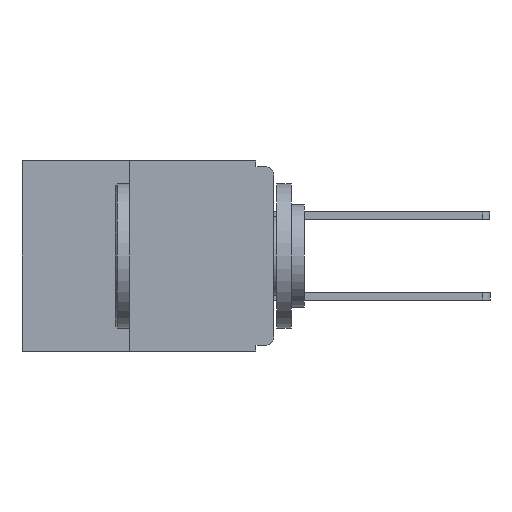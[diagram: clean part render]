
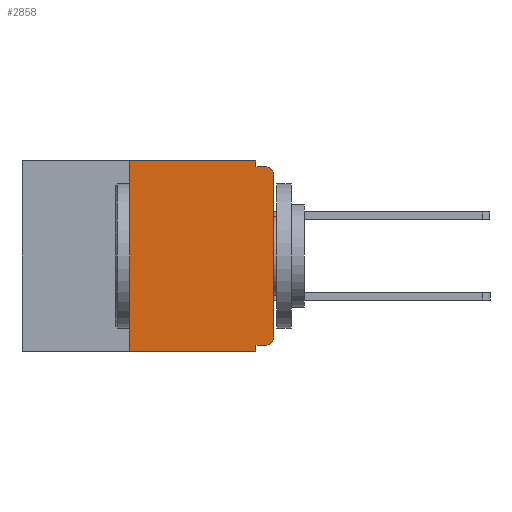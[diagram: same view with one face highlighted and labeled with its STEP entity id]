
A CAD part, left-side view. The second image highlights one B-rep face of the part: STEP entity #2858.
In plain terms, the highlighted planar face has unit normal (-1, 0, 0).
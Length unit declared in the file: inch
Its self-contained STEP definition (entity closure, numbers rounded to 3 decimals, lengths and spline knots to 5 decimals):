
#463 = CARTESIAN_POINT ( 'NONE',  ( 0., 0.031, -0.33 ) ) ;
#668 = CARTESIAN_POINT ( 'NONE',  ( 0., 0.031, -0.32 ) ) ;
#1029 = CARTESIAN_POINT ( 'NONE',  ( 0., 0.437, 0. ) ) ;
#1900 = EDGE_CURVE ( 'NONE', #16643, #4045, #24613, .T. ) ;
#1965 = CARTESIAN_POINT ( 'NONE',  ( 0., 0.25, 0. ) ) ;
#2266 = EDGE_CURVE ( 'NONE', #10836, #17040, #12652, .T. ) ;
#2858 = ADVANCED_FACE ( 'NONE', ( #10066 ), #23677, .F. ) ;
#3072 = ORIENTED_EDGE ( 'NONE', *, *, #1900, .F. ) ;
#3205 = CARTESIAN_POINT ( 'NONE',  ( 0., 0., -0.305 ) ) ;
#3391 = ORIENTED_EDGE ( 'NONE', *, *, #13791, .F. ) ;
#3836 = LINE ( 'NONE', #22574, #14035 ) ;
#3987 = CARTESIAN_POINT ( 'NONE',  ( 0., 0.015, -0.025 ) ) ;
#4045 = VERTEX_POINT ( 'NONE', #463 ) ;
#4148 = VERTEX_POINT ( 'NONE', #3205 ) ;
#4186 = CARTESIAN_POINT ( 'NONE',  ( 0., 0.031, 0. ) ) ;
#4266 = LINE ( 'NONE', #15275, #19676 ) ;
#5081 = AXIS2_PLACEMENT_3D ( 'NONE', #8589, #22481, #10621 ) ;
#5083 = AXIS2_PLACEMENT_3D ( 'NONE', #3987, #18095, #6039 ) ;
#5186 = DIRECTION ( 'NONE',  ( 0., 0., 1. ) ) ;
#5565 = CARTESIAN_POINT ( 'NONE',  ( 0., 0.031, 0. ) ) ;
#5583 = LINE ( 'NONE', #8642, #19115 ) ;
#6039 = DIRECTION ( 'NONE',  ( 0., 0., -1. ) ) ;
#6549 = VECTOR ( 'NONE', #21679, 39.37008 ) ;
#6592 = DIRECTION ( 'NONE',  ( 0., -1., 0. ) ) ;
#6680 = CARTESIAN_POINT ( 'NONE',  ( 0., 0.437, -0.33 ) ) ;
#7577 = VECTOR ( 'NONE', #20688, 39.37008 ) ;
#8158 = CARTESIAN_POINT ( 'NONE',  ( 0., 0., -0.025 ) ) ;
#8231 = ORIENTED_EDGE ( 'NONE', *, *, #18587, .F. ) ;
#8589 = CARTESIAN_POINT ( 'NONE',  ( 0., 0.015, -0.305 ) ) ;
#8642 = CARTESIAN_POINT ( 'NONE',  ( 0., 0., -0.32 ) ) ;
#8774 = CARTESIAN_POINT ( 'NONE',  ( 0., 0.25, -0.33 ) ) ;
#8845 = EDGE_CURVE ( 'NONE', #24667, #4148, #14225, .T. ) ;
#8846 = VECTOR ( 'NONE', #15290, 39.37008 ) ;
#8879 = EDGE_CURVE ( 'NONE', #10836, #4045, #12987, .T. ) ;
#9276 = CIRCLE ( 'NONE', #5083, 0.015 ) ;
#9852 = VERTEX_POINT ( 'NONE', #14110 ) ;
#10066 = FACE_OUTER_BOUND ( 'NONE', #11214, .T. ) ;
#10134 = ORIENTED_EDGE ( 'NONE', *, *, #2266, .F. ) ;
#10530 = CARTESIAN_POINT ( 'NONE',  ( 0., 0., -0.01 ) ) ;
#10621 = DIRECTION ( 'NONE',  ( 0., 0., -1. ) ) ;
#10836 = VERTEX_POINT ( 'NONE', #20630 ) ;
#11214 = EDGE_LOOP ( 'NONE', ( #20999, #21614, #18233, #8231, #3391, #10134, #15465, #3072, #14562, #15778 ) ) ;
#12652 = LINE ( 'NONE', #8774, #6549 ) ;
#12987 = LINE ( 'NONE', #6680, #7577 ) ;
#13521 = LINE ( 'NONE', #5565, #18131 ) ;
#13765 = EDGE_CURVE ( 'NONE', #24405, #9852, #20499, .T. ) ;
#13791 = EDGE_CURVE ( 'NONE', #17040, #17644, #3836, .T. ) ;
#14035 = VECTOR ( 'NONE', #6592, 39.37008 ) ;
#14110 = CARTESIAN_POINT ( 'NONE',  ( 0., 0.015, -0.01 ) ) ;
#14225 = CIRCLE ( 'NONE', #5081, 0.015 ) ;
#14252 = EDGE_CURVE ( 'NONE', #15434, #9852, #9276, .T. ) ;
#14562 = ORIENTED_EDGE ( 'NONE', *, *, #24745, .F. ) ;
#15275 = CARTESIAN_POINT ( 'NONE',  ( 0., 0., 0. ) ) ;
#15290 = DIRECTION ( 'NONE',  ( 0., 0., -1. ) ) ;
#15434 = VERTEX_POINT ( 'NONE', #8158 ) ;
#15465 = ORIENTED_EDGE ( 'NONE', *, *, #8879, .T. ) ;
#15643 = DIRECTION ( 'NONE',  ( 0., 0., -1. ) ) ;
#15778 = ORIENTED_EDGE ( 'NONE', *, *, #8845, .T. ) ;
#16478 = DIRECTION ( 'NONE',  ( 0., -1., 0. ) ) ;
#16643 = VERTEX_POINT ( 'NONE', #668 ) ;
#17040 = VERTEX_POINT ( 'NONE', #1965 ) ;
#17463 = AXIS2_PLACEMENT_3D ( 'NONE', #1029, #17760, #24674 ) ;
#17644 = VERTEX_POINT ( 'NONE', #4186 ) ;
#17760 = DIRECTION ( 'NONE',  ( 1., 0., 0. ) ) ;
#18095 = DIRECTION ( 'NONE',  ( -1., 0., 0. ) ) ;
#18131 = VECTOR ( 'NONE', #15643, 39.37008 ) ;
#18233 = ORIENTED_EDGE ( 'NONE', *, *, #13765, .F. ) ;
#18577 = CARTESIAN_POINT ( 'NONE',  ( 0., 0.031, -0.33 ) ) ;
#18587 = EDGE_CURVE ( 'NONE', #17644, #24405, #13521, .T. ) ;
#19115 = VECTOR ( 'NONE', #20566, 39.37008 ) ;
#19676 = VECTOR ( 'NONE', #5186, 39.37008 ) ;
#20400 = CARTESIAN_POINT ( 'NONE',  ( 0., 0.015, -0.32 ) ) ;
#20499 = LINE ( 'NONE', #10530, #25028 ) ;
#20566 = DIRECTION ( 'NONE',  ( 0., 1., 0. ) ) ;
#20630 = CARTESIAN_POINT ( 'NONE',  ( 0., 0.25, -0.33 ) ) ;
#20688 = DIRECTION ( 'NONE',  ( 0., -1., 0. ) ) ;
#20999 = ORIENTED_EDGE ( 'NONE', *, *, #25522, .T. ) ;
#21614 = ORIENTED_EDGE ( 'NONE', *, *, #14252, .T. ) ;
#21679 = DIRECTION ( 'NONE',  ( 0., 0., 1. ) ) ;
#22481 = DIRECTION ( 'NONE',  ( -1., 0., 0. ) ) ;
#22574 = CARTESIAN_POINT ( 'NONE',  ( 0., 0.437, 0. ) ) ;
#22953 = CARTESIAN_POINT ( 'NONE',  ( 0., 0.031, -0.01 ) ) ;
#23677 = PLANE ( 'NONE',  #17463 ) ;
#24405 = VERTEX_POINT ( 'NONE', #22953 ) ;
#24613 = LINE ( 'NONE', #18577, #8846 ) ;
#24667 = VERTEX_POINT ( 'NONE', #20400 ) ;
#24674 = DIRECTION ( 'NONE',  ( 0., 0., -1. ) ) ;
#24745 = EDGE_CURVE ( 'NONE', #24667, #16643, #5583, .T. ) ;
#25028 = VECTOR ( 'NONE', #16478, 39.37008 ) ;
#25522 = EDGE_CURVE ( 'NONE', #4148, #15434, #4266, .T. ) ;
